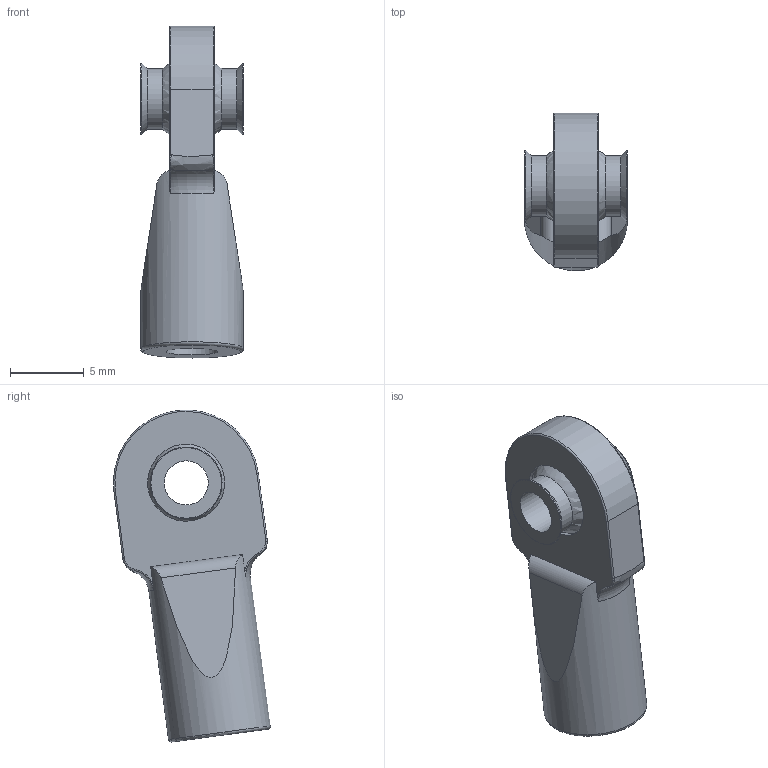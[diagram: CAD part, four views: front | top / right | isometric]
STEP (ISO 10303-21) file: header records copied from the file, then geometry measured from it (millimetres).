
FILE_DESCRIPTION(/* description */ (''),/* implementation_level */ '2;1');
FILE_NAME(/* name */ 'Traxxas 5347 ball joint.stp',/* time_stamp */ '2015-03-01T18:11:07+08:00',/* author */ ('Phil'),/* organization */ (''),/* preprocessor_version */ 'ST-DEVELOPER v15.6',/* originating_system */ 'Autodesk Inventor 2015',/* authorisation */ '');
FILE_SCHEMA (('AUTOMOTIVE_DESIGN { 1 0 10303 214 3 1 1 }'));
Length unit declared in the file: millimetre
Products named in the file (3): 5347 ball; rod end 5347; Traxxas 5347 ball joint
Bounding box: 7 x 10.69 x 22.58 mm (x, y, z)
Volume: 632.7 mm3; surface area: 883.9 mm2
Topology: 2 solids, 2 shells, 53 faces, 121 edges, 73 vertices
Faces by surface type: bspline 18, cylinder 14, plane 10, torus 7, cone 2, sphere 2
Full cylindrical faces by diameter (mm): 3 x1, 3.5 x1, 4.13 x2, 5.24 x2, 7 x1
Entity records: 1890 total; most frequent: CARTESIAN_POINT 796, ORIENTED_EDGE 208, DIRECTION 190, EDGE_CURVE 104, AXIS2_PLACEMENT_3D 86, EDGE_LOOP 72, VERTEX_POINT 70, ADVANCED_FACE 53
